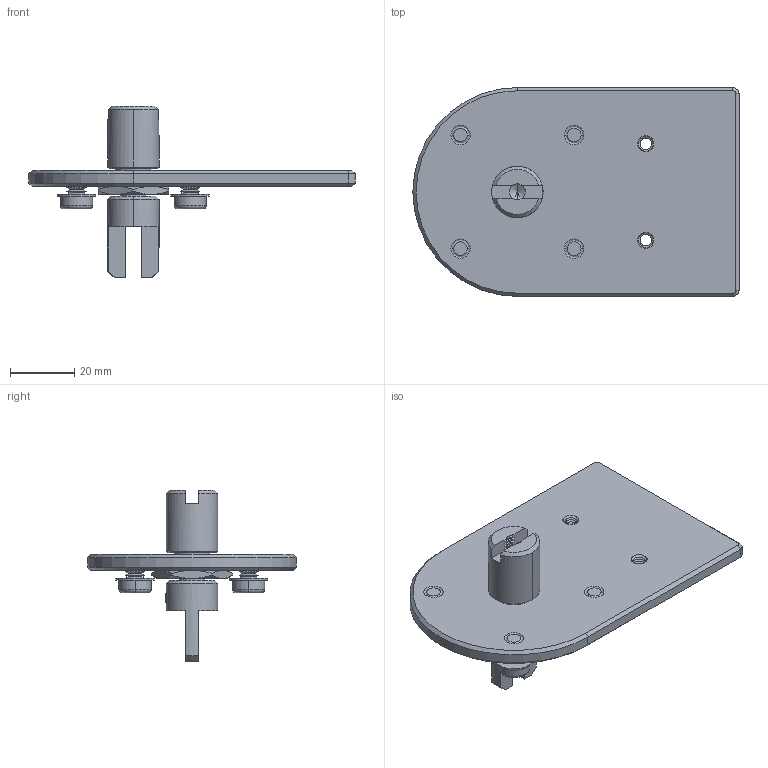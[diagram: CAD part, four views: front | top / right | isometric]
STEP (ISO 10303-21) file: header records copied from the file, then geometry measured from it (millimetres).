
FILE_DESCRIPTION((''),'2;1');
FILE_NAME('CAD-8028_ASM','2021-10-13T11:35:33',('creinig-se'),(''),'CREO PARAMETRIC BY PTC INC, 2019292','CREO PARAMETRIC BY PTC INC, 2019292','');
FILE_SCHEMA(('CONFIG_CONTROL_DESIGN','SHAPE_APPEARANCE_LAYERS_GROUPS'));
Length unit declared in the file: millimetre
Products named in the file (6): CAD-8028_1; CAD-8028_2; CAD-8028_3; CAD-8028_4; CAD-8028_5; CAD-8028_ASM
Assembly tree (5 placements, depth 2):
  CAD-8028_ASM
    CAD-8028_1
    CAD-8028_2
    CAD-8028_3
    CAD-8028_4
    CAD-8028_5
Bounding box: 101.5 x 65 x 53.5 mm (x, y, z)
Volume: 38663.4 mm3; surface area: 19817.4 mm2
Topology: 5 solids, 5 shells, 491 faces, 1067 edges, 603 vertices
Faces by surface type: cone 332, plane 98, cylinder 53, torus 8
Entity records: 16784 total; most frequent: CARTESIAN_POINT 2551, DIRECTION 2455, ORIENTED_EDGE 2130, PRESENTATION_STYLE_ASSIGNMENT 1070, STYLED_ITEM 1070, CURVE_STYLE 1065, EDGE_CURVE 1065, AXIS2_PLACEMENT_3D 960
